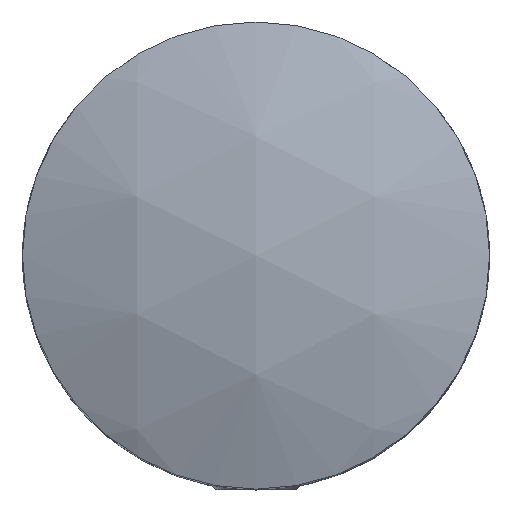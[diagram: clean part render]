
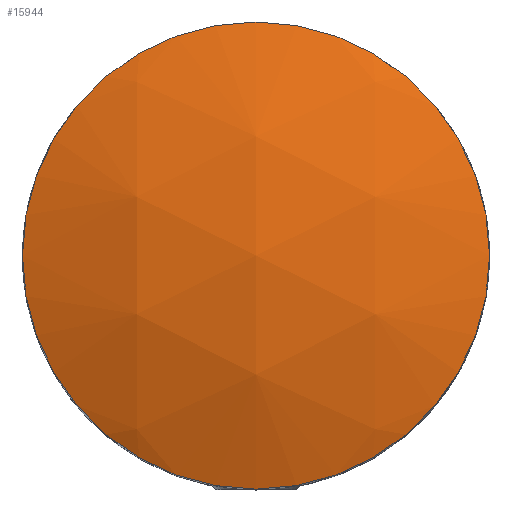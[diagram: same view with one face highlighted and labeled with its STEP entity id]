
A CAD part, top view. The second image highlights one B-rep face of the part: STEP entity #15944.
In plain terms, the highlighted spherical face has radius 28 mm.
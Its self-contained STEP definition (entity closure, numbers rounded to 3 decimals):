
#980 = SPHERICAL_SURFACE ( 'NONE', #19369, 28. ) ;
#5074 = AXIS2_PLACEMENT_3D ( 'NONE', #8898, #5248, #21662 ) ;
#5248 = DIRECTION ( 'NONE',  ( 0., 0., 1. ) ) ;
#7331 = EDGE_CURVE ( 'NONE', #14866, #14866, #22048, .T. ) ;
#8898 = CARTESIAN_POINT ( 'NONE',  ( 0., 0., 23.749 ) ) ;
#10611 = EDGE_LOOP ( 'NONE', ( #13554 ) ) ;
#12441 = CARTESIAN_POINT ( 'NONE',  ( 11., 0., 23.749 ) ) ;
#13554 = ORIENTED_EDGE ( 'NONE', *, *, #7331, .T. ) ;
#14866 = VERTEX_POINT ( 'NONE', #12441 ) ;
#15071 = FACE_OUTER_BOUND ( 'NONE', #10611, .T. ) ;
#15944 = ADVANCED_FACE ( 'NONE', ( #15071 ), #980, .T. ) ;
#18128 = DIRECTION ( 'NONE',  ( 0., 1., 0. ) ) ;
#18208 = DIRECTION ( 'NONE',  ( -1., 0., 0. ) ) ;
#18364 = CARTESIAN_POINT ( 'NONE',  ( 0., 0., -2. ) ) ;
#19369 = AXIS2_PLACEMENT_3D ( 'NONE', #18364, #18208, #18128 ) ;
#21662 = DIRECTION ( 'NONE',  ( 1., 0., 0. ) ) ;
#22048 = CIRCLE ( 'NONE', #5074, 11. ) ;
